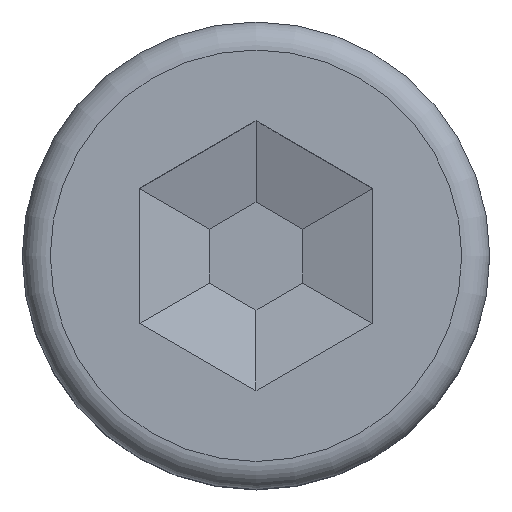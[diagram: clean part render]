
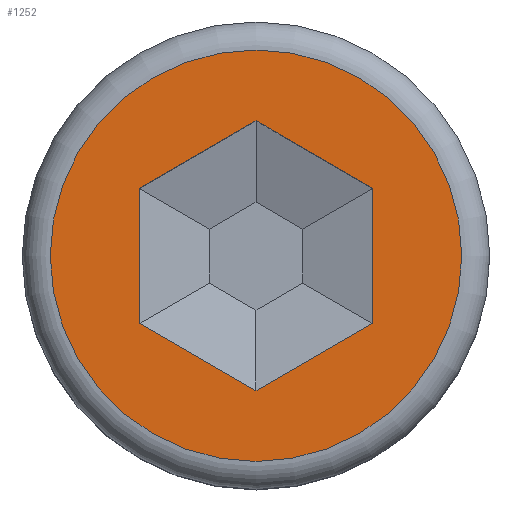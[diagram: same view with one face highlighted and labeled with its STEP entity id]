
A CAD part, top view. The second image highlights one B-rep face of the part: STEP entity #1252.
In plain terms, the highlighted planar face has unit normal (0, 0, 1).
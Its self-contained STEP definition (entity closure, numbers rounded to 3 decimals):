
#15=FACE_BOUND('',#162,.T.);
#19=PLANE('',#1342);
#91=FACE_OUTER_BOUND('',#161,.T.);
#161=EDGE_LOOP('',(#1080));
#162=EDGE_LOOP('',(#1081,#1082,#1083,#1084,#1085,#1086));
#182=CIRCLE('',#1337,2.2);
#339=LINE('',#4978,#418);
#340=LINE('',#4980,#419);
#341=LINE('',#4982,#420);
#342=LINE('',#4984,#421);
#343=LINE('',#4986,#422);
#344=LINE('',#4987,#423);
#418=VECTOR('',#1532,10.);
#419=VECTOR('',#1533,10.);
#420=VECTOR('',#1534,10.);
#421=VECTOR('',#1535,10.);
#422=VECTOR('',#1536,10.);
#423=VECTOR('',#1537,10.);
#552=VERTEX_POINT('',#4966);
#555=VERTEX_POINT('',#4976);
#556=VERTEX_POINT('',#4977);
#557=VERTEX_POINT('',#4979);
#558=VERTEX_POINT('',#4981);
#559=VERTEX_POINT('',#4983);
#560=VERTEX_POINT('',#4985);
#729=EDGE_CURVE('',#552,#552,#182,.T.);
#734=EDGE_CURVE('',#555,#556,#339,.T.);
#735=EDGE_CURVE('',#556,#557,#340,.T.);
#736=EDGE_CURVE('',#557,#558,#341,.T.);
#737=EDGE_CURVE('',#558,#559,#342,.T.);
#738=EDGE_CURVE('',#559,#560,#343,.T.);
#739=EDGE_CURVE('',#560,#555,#344,.T.);
#1080=ORIENTED_EDGE('',*,*,#729,.F.);
#1081=ORIENTED_EDGE('',*,*,#734,.T.);
#1082=ORIENTED_EDGE('',*,*,#735,.T.);
#1083=ORIENTED_EDGE('',*,*,#736,.T.);
#1084=ORIENTED_EDGE('',*,*,#737,.T.);
#1085=ORIENTED_EDGE('',*,*,#738,.T.);
#1086=ORIENTED_EDGE('',*,*,#739,.T.);
#1252=ADVANCED_FACE('',(#91,#15),#19,.T.);
#1337=AXIS2_PLACEMENT_3D('',#4967,#1519,#1520);
#1342=AXIS2_PLACEMENT_3D('',#4975,#1530,#1531);
#1519=DIRECTION('center_axis',(0.,0.,-1.));
#1520=DIRECTION('ref_axis',(1.,0.,0.));
#1530=DIRECTION('center_axis',(0.,0.,1.));
#1531=DIRECTION('ref_axis',(1.,0.,0.));
#1532=DIRECTION('',(0.,-1.,0.));
#1533=DIRECTION('',(-0.866,-0.5,0.));
#1534=DIRECTION('',(-0.866,0.5,0.));
#1535=DIRECTION('',(0.,1.,0.));
#1536=DIRECTION('',(0.866,0.5,0.));
#1537=DIRECTION('',(0.866,-0.5,0.));
#4966=CARTESIAN_POINT('',(-2.2,0.,0.));
#4967=CARTESIAN_POINT('Origin',(0.,0.,0.));
#4975=CARTESIAN_POINT('Origin',(0.,0.,0.));
#4976=CARTESIAN_POINT('',(1.25,0.722,0.));
#4977=CARTESIAN_POINT('',(1.25,-0.722,0.));
#4978=CARTESIAN_POINT('',(1.25,-0.722,0.));
#4979=CARTESIAN_POINT('',(0.,-1.443,0.));
#4980=CARTESIAN_POINT('',(0.,-1.443,0.));
#4981=CARTESIAN_POINT('',(-1.25,-0.722,0.));
#4982=CARTESIAN_POINT('',(-1.25,-0.722,0.));
#4983=CARTESIAN_POINT('',(-1.25,0.722,0.));
#4984=CARTESIAN_POINT('',(-1.25,0.722,0.));
#4985=CARTESIAN_POINT('',(0.,1.443,0.));
#4986=CARTESIAN_POINT('',(0.,1.443,0.));
#4987=CARTESIAN_POINT('',(1.25,0.722,0.));
